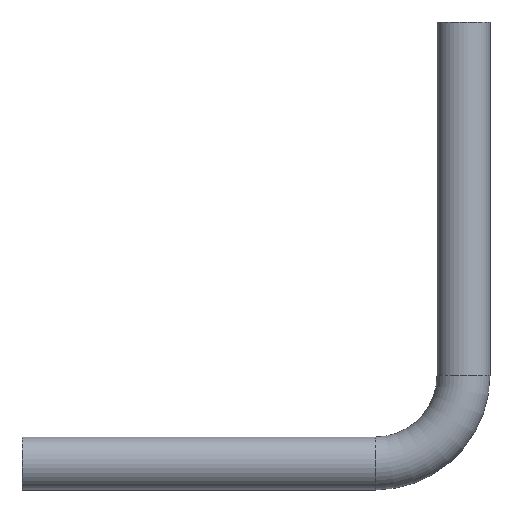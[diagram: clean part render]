
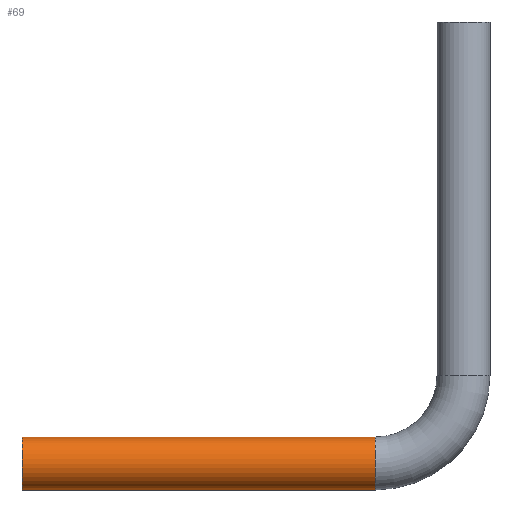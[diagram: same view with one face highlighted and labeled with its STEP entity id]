
A CAD part, front view. The second image highlights one B-rep face of the part: STEP entity #69.
In plain terms, the highlighted cylindrical face has radius 1.5 mm (diameter 3 mm), a full revolution.
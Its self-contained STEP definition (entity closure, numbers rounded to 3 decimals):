
#18=FACE_OUTER_BOUND('',#23,.T.);
#23=EDGE_LOOP('',(#51,#52,#53,#54,#55));
#28=LINE('',#139,#30);
#30=VECTOR('',#114,1.5);
#32=CIRCLE('',#98,1.5);
#33=CIRCLE('',#99,1.5);
#34=CIRCLE('',#100,1.5);
#38=VERTEX_POINT('',#136);
#39=VERTEX_POINT('',#138);
#40=VERTEX_POINT('',#140);
#43=EDGE_CURVE('',#38,#38,#32,.T.);
#44=EDGE_CURVE('',#38,#39,#28,.T.);
#45=EDGE_CURVE('',#39,#40,#33,.T.);
#46=EDGE_CURVE('',#40,#39,#34,.T.);
#51=ORIENTED_EDGE('',*,*,#43,.F.);
#52=ORIENTED_EDGE('',*,*,#44,.T.);
#53=ORIENTED_EDGE('',*,*,#45,.T.);
#54=ORIENTED_EDGE('',*,*,#46,.T.);
#55=ORIENTED_EDGE('',*,*,#44,.F.);
#67=CYLINDRICAL_SURFACE('',#97,1.5);
#69=ADVANCED_FACE('',(#18),#67,.T.);
#97=AXIS2_PLACEMENT_3D('',#135,#110,#111);
#98=AXIS2_PLACEMENT_3D('',#137,#112,#113);
#99=AXIS2_PLACEMENT_3D('',#141,#115,#116);
#100=AXIS2_PLACEMENT_3D('',#142,#117,#118);
#110=DIRECTION('center_axis',(-1.,0.,0.));
#111=DIRECTION('ref_axis',(0.,0.,1.));
#112=DIRECTION('center_axis',(-1.,0.,0.));
#113=DIRECTION('ref_axis',(0.,0.,1.));
#114=DIRECTION('',(1.,0.,0.));
#115=DIRECTION('center_axis',(-1.,0.,0.));
#116=DIRECTION('ref_axis',(0.,0.,1.));
#117=DIRECTION('center_axis',(-1.,0.,0.));
#118=DIRECTION('ref_axis',(0.,0.,1.));
#135=CARTESIAN_POINT('Origin',(-5.,0.,-5.));
#136=CARTESIAN_POINT('',(-25.,0.,-6.5));
#137=CARTESIAN_POINT('Origin',(-25.,0.,-5.));
#138=CARTESIAN_POINT('',(-5.,0.,-6.5));
#139=CARTESIAN_POINT('',(-5.,0.,-6.5));
#140=CARTESIAN_POINT('',(-5.,0.,-3.5));
#141=CARTESIAN_POINT('Origin',(-5.,0.,-5.));
#142=CARTESIAN_POINT('Origin',(-5.,0.,-5.));
